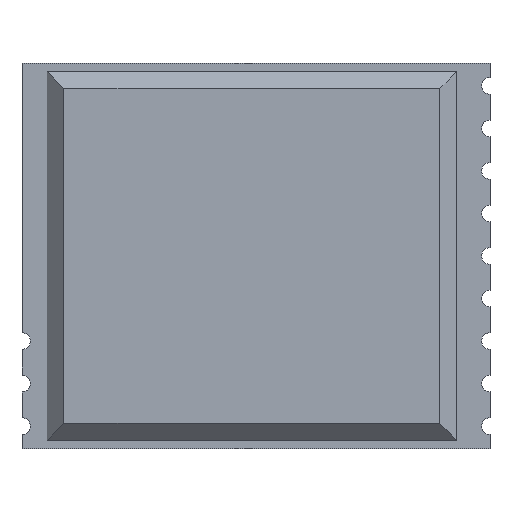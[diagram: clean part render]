
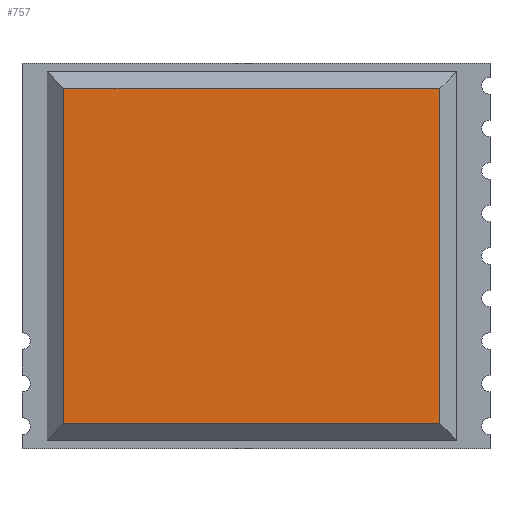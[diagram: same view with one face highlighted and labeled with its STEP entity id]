
A CAD part, top view. The second image highlights one B-rep face of the part: STEP entity #757.
In plain terms, the highlighted planar face has unit normal (0, 0, 1).
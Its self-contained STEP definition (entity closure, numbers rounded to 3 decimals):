
#718=CARTESIAN_POINT('',(1.27,0.,1.49));
#719=DIRECTION('',(0.,0.,1.));
#720=DIRECTION('',(0.,1.,0.));
#721=AXIS2_PLACEMENT_3D('',#718,#719,#720);
#722=PLANE('',#721);
#723=CARTESIAN_POINT('',(-11.47,-10.,1.49));
#724=VERTEX_POINT('',#723);
#725=CARTESIAN_POINT('',(10.97,-10.,1.49));
#726=VERTEX_POINT('',#725);
#727=CARTESIAN_POINT('',(-11.47,-10.,1.49));
#728=DIRECTION('',(1.,-0.,-0.));
#729=VECTOR('',#728,22.44);
#730=LINE('',#727,#729);
#731=EDGE_CURVE('',#724,#726,#730,.T.);
#732=ORIENTED_EDGE('',*,*,#731,.T.);
#733=CARTESIAN_POINT('',(10.97,10.,1.49));
#734=VERTEX_POINT('',#733);
#735=CARTESIAN_POINT('',(10.97,-10.,1.49));
#736=DIRECTION('',(0.,1.,0.));
#737=VECTOR('',#736,20.);
#738=LINE('',#735,#737);
#739=EDGE_CURVE('',#726,#734,#738,.T.);
#740=ORIENTED_EDGE('',*,*,#739,.T.);
#741=CARTESIAN_POINT('',(-11.47,10.,1.49));
#742=VERTEX_POINT('',#741);
#743=CARTESIAN_POINT('',(10.97,10.,1.49));
#744=DIRECTION('',(-1.,0.,0.));
#745=VECTOR('',#744,22.44);
#746=LINE('',#743,#745);
#747=EDGE_CURVE('',#734,#742,#746,.T.);
#748=ORIENTED_EDGE('',*,*,#747,.T.);
#749=CARTESIAN_POINT('',(-11.47,10.,1.49));
#750=DIRECTION('',(-0.,-1.,-0.));
#751=VECTOR('',#750,20.);
#752=LINE('',#749,#751);
#753=EDGE_CURVE('',#742,#724,#752,.T.);
#754=ORIENTED_EDGE('',*,*,#753,.T.);
#755=EDGE_LOOP('',(#732,#740,#748,#754));
#756=FACE_BOUND('',#755,.T.);
#757=ADVANCED_FACE('',(#756),#722,.T.);
